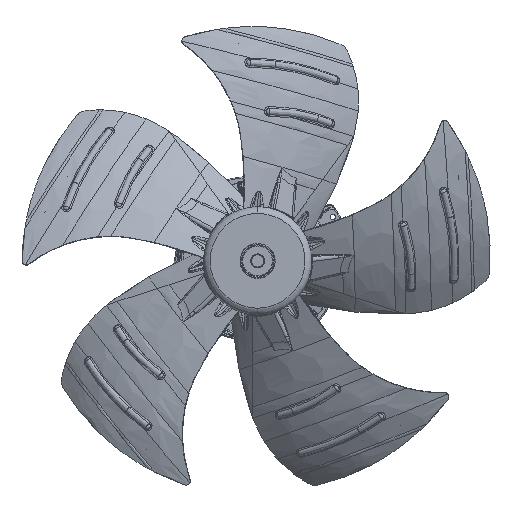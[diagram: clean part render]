
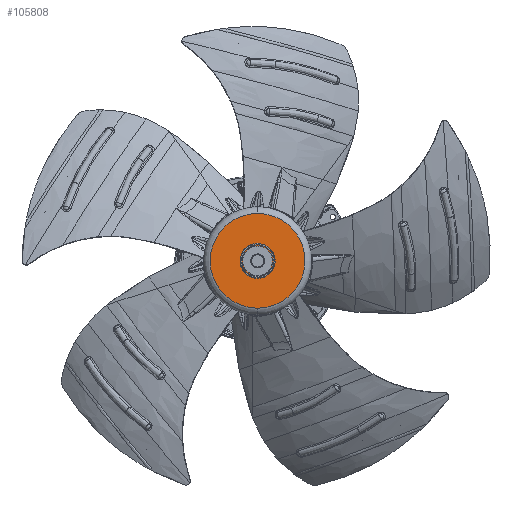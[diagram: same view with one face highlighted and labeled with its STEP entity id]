
A CAD part, top view. The second image highlights one B-rep face of the part: STEP entity #105808.
In plain terms, the highlighted planar face has unit normal (0, 0, 1).
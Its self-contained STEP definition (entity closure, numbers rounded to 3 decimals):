
#105654=CARTESIAN_POINT('',(135.013,223.298,
330.433));
#105655=DIRECTION('',(0.,0.,1.));
#105656=DIRECTION('',(0.,-1.,0.));
#105657=AXIS2_PLACEMENT_3D('',#105654,#105655,#105656);
#105659=CARTESIAN_POINT('',(135.013,223.298,
330.433));
#105660=DIRECTION('',(0.,0.,1.));
#105661=DIRECTION('',(0.,1.,0.));
#105662=AXIS2_PLACEMENT_3D('',#105659,#105660,#105661);
#105664=CARTESIAN_POINT('',(135.013,223.298,
330.433));
#105665=DIRECTION('',(0.,0.,-1.));
#105666=DIRECTION('',(0.,1.,0.));
#105667=AXIS2_PLACEMENT_3D('',#105664,#105665,#105666);
#105669=CARTESIAN_POINT('',(135.013,223.298,
330.433));
#105670=DIRECTION('',(0.,0.,-1.));
#105671=DIRECTION('',(0.,-1.,0.));
#105672=AXIS2_PLACEMENT_3D('',#105669,#105670,#105671);
#105746=CARTESIAN_POINT('',(135.013,267.886,
330.433));
#105748=VERTEX_POINT('',#105746);
#105749=CARTESIAN_POINT('',(135.013,209.298,
330.433));
#105751=VERTEX_POINT('',#105749);
#105753=CARTESIAN_POINT('',(135.013,237.298,
330.433));
#105755=VERTEX_POINT('',#105753);
#105759=CARTESIAN_POINT('',(135.013,178.71,
330.433));
#105760=VERTEX_POINT('',#105759);
#105792=CARTESIAN_POINT('',(149.013,223.298,
330.433));
#105793=DIRECTION('',(0.,0.,1.));
#105794=DIRECTION('',(0.,-1.,0.));
#105795=AXIS2_PLACEMENT_3D('',#105792,#105793,#105794);
#105796=PLANE('',#105795);
#105797=ORIENTED_EDGE('',*,*,#105782,.F.);
#105799=ORIENTED_EDGE('',*,*,#105798,.F.);
#105800=EDGE_LOOP('',(#105797,#105799));
#105801=FACE_OUTER_BOUND('',#105800,.F.);
#105803=ORIENTED_EDGE('',*,*,#105802,.F.);
#105805=ORIENTED_EDGE('',*,*,#105804,.F.);
#105806=EDGE_LOOP('',(#105803,#105805));
#105807=FACE_BOUND('',#105806,.F.);
#105808=ADVANCED_FACE('',(#105801,#105807),#105796,.T.);
#105658=CIRCLE('',#105657,44.588);
#105663=CIRCLE('',#105662,44.588);
#105668=CIRCLE('',#105667,14.);
#105673=CIRCLE('',#105672,14.);
#105782=EDGE_CURVE('',#105760,#105748,#105658,.T.);
#105798=EDGE_CURVE('',#105748,#105760,#105663,.T.);
#105802=EDGE_CURVE('',#105755,#105751,#105668,.T.);
#105804=EDGE_CURVE('',#105751,#105755,#105673,.T.);
